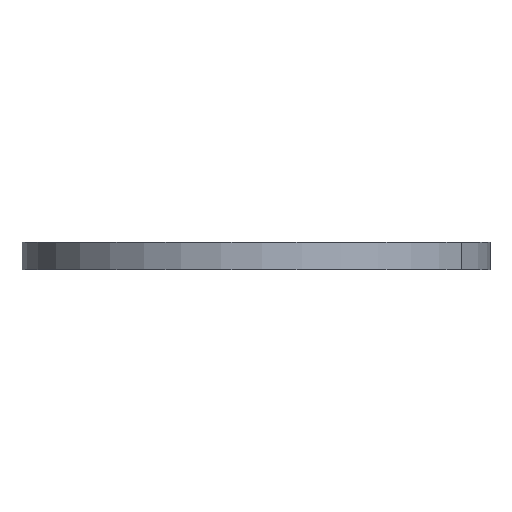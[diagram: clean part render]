
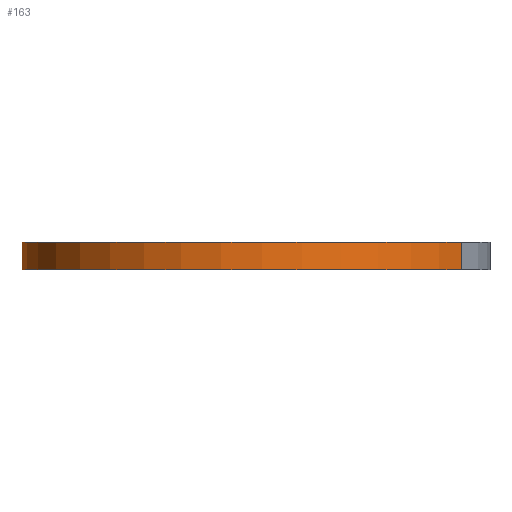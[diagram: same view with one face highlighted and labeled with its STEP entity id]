
A CAD part, left-side view. The second image highlights one B-rep face of the part: STEP entity #163.
In plain terms, the highlighted cylindrical face has radius 1193.8 mm (diameter 2387.6 mm), a partial arc.
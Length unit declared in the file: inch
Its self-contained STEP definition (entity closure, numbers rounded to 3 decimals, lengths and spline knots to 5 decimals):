
#127=AXIS2_PLACEMENT_3D('Cylinder Axis2P3D',#124,#125,#126) ;
#131=AXIS2_PLACEMENT_3D('Circle Axis2P3D',#129,#130,$) ;
#147=AXIS2_PLACEMENT_3D('Circle Axis2P3D',#145,#146,$) ;
#124=CARTESIAN_POINT('Axis2P3D Location',(0.,0.,2.71875)) ;
#129=CARTESIAN_POINT('Axis2P3D Location',(0.,0.,0.)) ;
#133=CARTESIAN_POINT('Vertex',(-22.533,-41.24638,0.)) ;
#135=CARTESIAN_POINT('Vertex',(22.533,41.24638,0.)) ;
#138=CARTESIAN_POINT('Line Origine',(-22.533,-41.24638,2.75)) ;
#142=CARTESIAN_POINT('Vertex',(-22.533,-41.24638,5.5)) ;
#145=CARTESIAN_POINT('Axis2P3D Location',(0.,0.,5.5)) ;
#149=CARTESIAN_POINT('Vertex',(22.533,41.24638,5.5)) ;
#152=CARTESIAN_POINT('Line Origine',(22.533,41.24638,2.75)) ;
#125=DIRECTION('Axis2P3D Direction',(0.,0.,-0.039)) ;
#126=DIRECTION('Axis2P3D XDirection',(0.019,0.035,0.)) ;
#130=DIRECTION('Axis2P3D Direction',(0.,0.,-0.039)) ;
#139=DIRECTION('Vector Direction',(0.,0.,-0.039)) ;
#146=DIRECTION('Axis2P3D Direction',(0.,0.,-0.039)) ;
#153=DIRECTION('Vector Direction',(0.,0.,-0.039)) ;
#140=VECTOR('Line Direction',#139,0.03937) ;
#154=VECTOR('Line Direction',#153,0.03937) ;
#158=ORIENTED_EDGE('',*,*,#137,.F.) ;
#159=ORIENTED_EDGE('',*,*,#144,.T.) ;
#160=ORIENTED_EDGE('',*,*,#151,.T.) ;
#161=ORIENTED_EDGE('',*,*,#156,.F.) ;
#163=ADVANCED_FACE('PartBody',(#162),#128,.T.) ;
#132=CIRCLE('generated circle',#131,47.) ;
#148=CIRCLE('generated circle',#147,47.) ;
#128=CYLINDRICAL_SURFACE('generated cylinder',#127,47.) ;
#137=EDGE_CURVE('',#134,#136,#132,.T.) ;
#144=EDGE_CURVE('',#134,#143,#141,.F.) ;
#151=EDGE_CURVE('',#143,#150,#148,.T.) ;
#156=EDGE_CURVE('',#136,#150,#155,.F.) ;
#157=EDGE_LOOP('',(#158,#159,#160,#161)) ;
#162=FACE_OUTER_BOUND('',#157,.T.) ;
#141=LINE('Line',#138,#140) ;
#155=LINE('Line',#152,#154) ;
#134=VERTEX_POINT('',#133) ;
#136=VERTEX_POINT('',#135) ;
#143=VERTEX_POINT('',#142) ;
#150=VERTEX_POINT('',#149) ;
